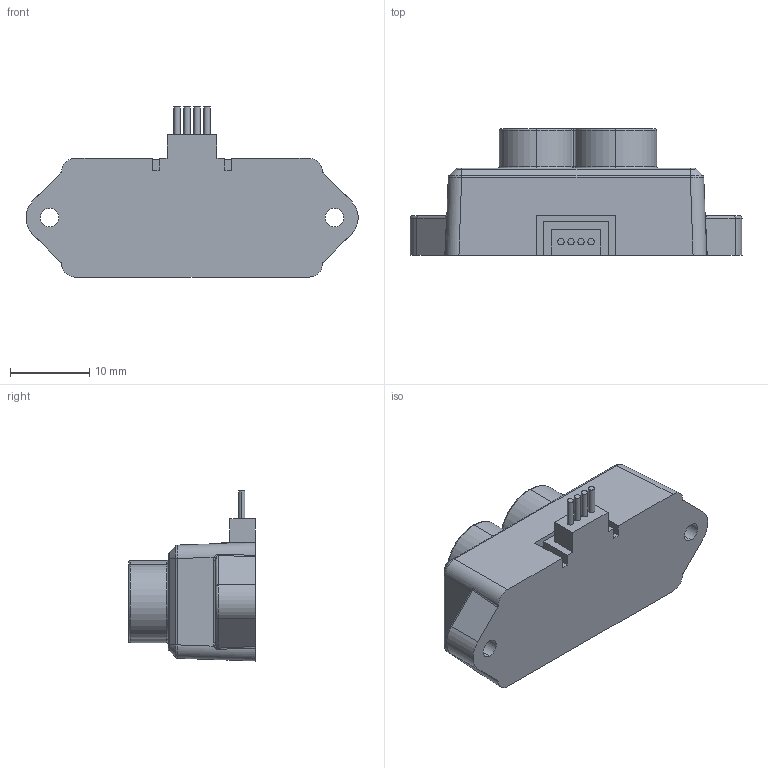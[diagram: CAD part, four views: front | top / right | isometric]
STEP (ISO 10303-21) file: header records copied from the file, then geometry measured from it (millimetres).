
FILE_DESCRIPTION (( 'STEP AP203' ), '1' );
FILE_NAME ('TFmini-S Micro Lidar.STEP', '2024-01-10T15:49:05', ( '' ), ( '' ), 'SwSTEP 2.0', 'SolidWorks 2023', '' );
FILE_SCHEMA (( 'CONFIG_CONTROL_DESIGN' ));
Length unit declared in the file: millimetre
Products named in the file (1): TFmini-S Micro Lidar
Bounding box: 41.98 x 16 x 21.5 mm (x, y, z)
Volume: 6049.1 mm3; surface area: 2760.7 mm2
Topology: 1 solids, 1 shells, 144 faces, 341 edges, 207 vertices
Faces by surface type: cylinder 54, plane 37, bspline 26, torus 26, sphere 1
Entity records: 5003 total; most frequent: CARTESIAN_POINT 1820, ORIENTED_EDGE 672, DIRECTION 622, EDGE_CURVE 336, AXIS2_PLACEMENT_3D 253, VERTEX_POINT 205, EDGE_LOOP 159, FACE_OUTER_BOUND 144
